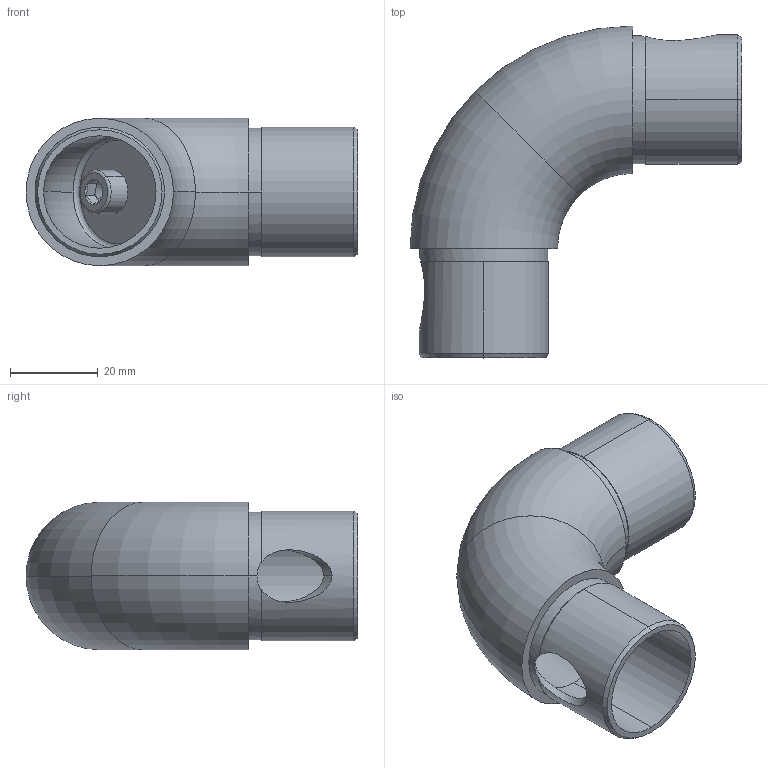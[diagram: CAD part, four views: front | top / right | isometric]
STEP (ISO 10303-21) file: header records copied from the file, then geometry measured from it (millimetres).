
FILE_DESCRIPTION (( 'STEP AP203' ), '1' );
FILE_NAME ('A_0302-033.STEP', '2024-04-17T11:08:17', ( '' ), ( '' ), 'SwSTEP 2.0', 'SolidWorks 2019', '' );
FILE_SCHEMA (( 'CONFIG_CONTROL_DESIGN' ));
Length unit declared in the file: millimetre
Products named in the file (4): A_0302-033_P2; A_0302-033.P1; A_0302-033; SKRUTKA DIN 912 8.8 Zink._M 6 x  8
Assembly tree (5 placements, depth 2):
  A_0302-033
    A_0302-033.P1  x2
    A_0302-033_P2
    SKRUTKA DIN 912 8.8 Zink._M 6 x  8  x2
Bounding box: 75.85 x 75.85 x 33.7 mm (x, y, z)
Volume: 38347.9 mm3; surface area: 24281.1 mm2
Topology: 5 solids, 5 shells, 136 faces, 290 edges, 168 vertices
Faces by surface type: plane 44, cone 40, cylinder 36, torus 12, bspline 4
Entity records: 3184 total; most frequent: CARTESIAN_POINT 1088, DIRECTION 380, ORIENTED_EDGE 314, AXIS2_PLACEMENT_3D 162, EDGE_CURVE 157, VERTEX_POINT 92, EDGE_LOOP 85, CIRCLE 81
